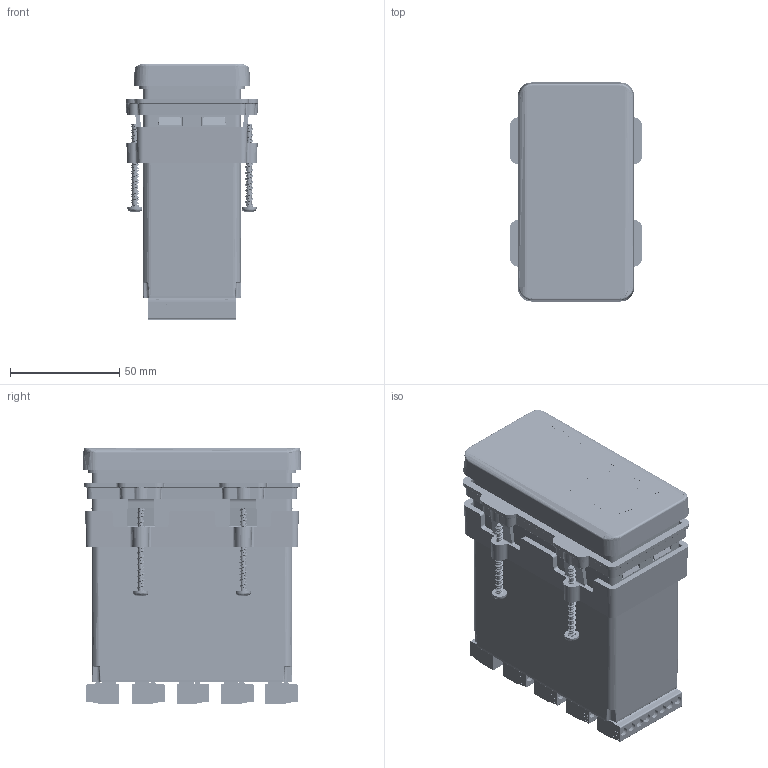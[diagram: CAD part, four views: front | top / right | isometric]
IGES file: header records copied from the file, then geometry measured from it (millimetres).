
Start section: SolidWorks IGES file using analytic representation for surfaces
Global section: file name: PM9XXXX-XAAA(P,V)WP.IGS; native system: SolidWorks 2020; preprocessor: SolidWorks 2020; author: Papbob; date: 211203.083716; units: inch
Bounding box: 60.71 x 100.33 x 117.34 mm (x, y, z)
Surface area: 111089.4 mm2 (no closed solid volume)
Topology: 0 solids, 0 shells, 5087 faces, 72695 edges, 85482 vertices
Faces by surface type: bspline 3692, revolution 1395
